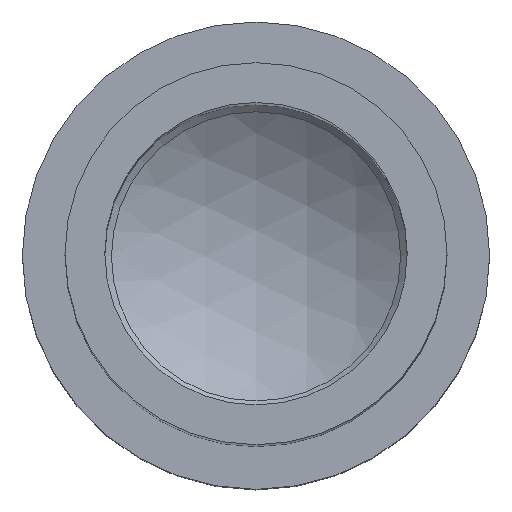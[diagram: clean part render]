
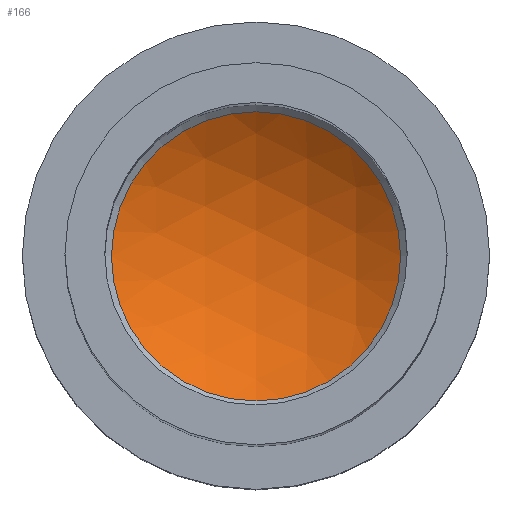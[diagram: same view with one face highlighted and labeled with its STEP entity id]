
A CAD part, top view. The second image highlights one B-rep face of the part: STEP entity #166.
In plain terms, the highlighted spherical face has radius 21.184 mm.
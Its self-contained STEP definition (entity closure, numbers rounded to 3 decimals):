
#32=SPHERICAL_SURFACE('',#202,21.184);
#51=FACE_OUTER_BOUND('',#64,.T.);
#64=EDGE_LOOP('',(#135));
#83=CIRCLE('',#200,12.734);
#96=VERTEX_POINT('',#300);
#110=EDGE_CURVE('',#96,#96,#83,.T.);
#135=ORIENTED_EDGE('',*,*,#110,.T.);
#166=ADVANCED_FACE('',(#51),#32,.F.);
#200=AXIS2_PLACEMENT_3D('',#301,#241,#242);
#202=AXIS2_PLACEMENT_3D('',#303,#245,#246);
#241=DIRECTION('center_axis',(0.,0.,1.));
#242=DIRECTION('ref_axis',(0.,-1.,0.));
#245=DIRECTION('center_axis',(1.,0.,0.));
#246=DIRECTION('ref_axis',(0.,-1.,0.));
#300=CARTESIAN_POINT('',(0.,12.734,-12.776));
#301=CARTESIAN_POINT('Origin',(0.,0.,-12.776));
#303=CARTESIAN_POINT('Origin',(0.,0.,4.153));
